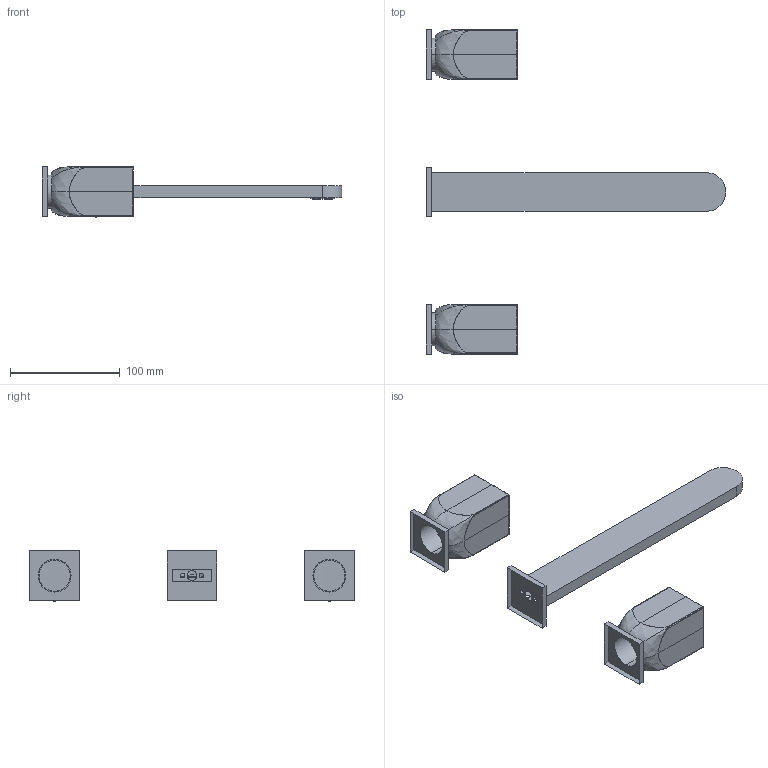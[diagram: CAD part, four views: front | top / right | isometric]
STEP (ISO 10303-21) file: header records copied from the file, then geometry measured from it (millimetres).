
FILE_DESCRIPTION(('CATIA V5 STEP Exchange','CAx-IF Rec.Pracs.--- Model Styling and Organization---1.5--- 2016-08-15','CAx-IF Rec.Pracs.---Supplemental Geometry---1.0---2011-11-01','CAx-IF Rec.Pracs.--- Composite Materials ---3.4---2017-06-13','CAx-IF Rec.Pracs.---Tessellated 3D Geometry---1.0---2015-12-17'),'2;1');
FILE_NAME('RI013511.stp','2023-01-26T10:50:51+00:00',('none'),('none'),'CATIA Version 5-6 Release 2020 SP2','CATIA V5 STEP AP242 v2','none');
FILE_SCHEMA(('AP242_MANAGED_MODEL_BASED_3D_ENGINEERING_MIM_LF {1 0 10303 442 1 1 4}'));
Length unit declared in the file: millimetre
Products named in the file (1): RI013511_AllCATPart
Bounding box: 272.5 x 295.02 x 45.71 mm (x, y, z)
Volume: 2214.7 mm3; surface area: 67805.3 mm2
Topology: 3 solids, 103 shells, 866 faces, 2453 edges, 1789 vertices
Faces by surface type: plane 711, cylinder 59, bspline 48, extrusion 16, torus 16, cone 12, sphere 4
Entity records: 40836 total; most frequent: CARTESIAN_POINT 21223, ORIENTED_EDGE 4409, DIRECTION 2623, EDGE_CURVE 2449, VECTOR 1960, LINE 1944, VERTEX_POINT 1789, EDGE_LOOP 974
